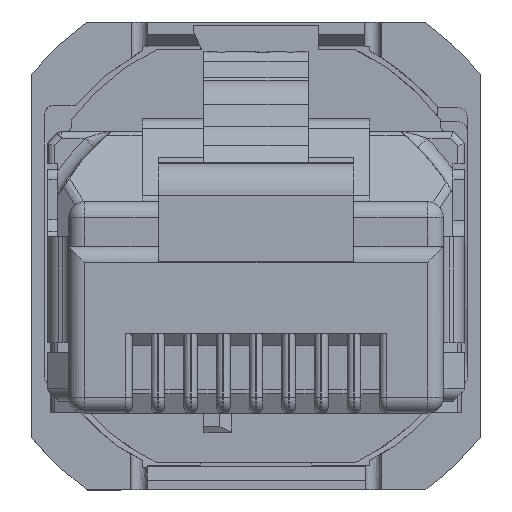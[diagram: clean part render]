
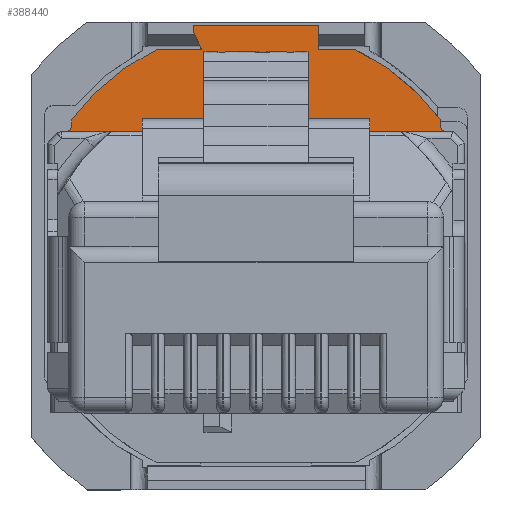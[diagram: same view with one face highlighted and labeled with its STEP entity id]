
A CAD part, front view. The second image highlights one B-rep face of the part: STEP entity #388440.
In plain terms, the highlighted face is planar.
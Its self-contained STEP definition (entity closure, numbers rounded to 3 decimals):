
#172030=CARTESIAN_POINT('',(16.,8.15,1.95));
#172040=VERTEX_POINT('',#172030);
#172070=CARTESIAN_POINT('',(16.,1.7,1.95));
#172080=DIRECTION('',(0.,-1.,0.));
#172090=VECTOR('',#172080,1.);
#172100=LINE('',#172070,#172090);
#172110=CARTESIAN_POINT('',(16.,8.9,1.95));
#172120=VERTEX_POINT('',#172110);
#172130=EDGE_CURVE('',#172120,#172040,#172100,.T.);
#172860=CARTESIAN_POINT('',(16.,8.9,-1.95));
#172870=VERTEX_POINT('',#172860);
#172920=CARTESIAN_POINT('',(16.,8.9,0.));
#172930=DIRECTION('',(0.,0.,1.));
#172940=VECTOR('',#172930,1.);
#172950=LINE('',#172920,#172940);
#172960=EDGE_CURVE('',#172870,#172120,#172950,.T.);
#387070=CARTESIAN_POINT('',(16.,5.775,5.75))
;
#387080=VERTEX_POINT('',#387070);
#387110=CARTESIAN_POINT('',(16.,2.199,
5.75));
#387120=DIRECTION('',(0.,1.,0.));
#387130=VECTOR('',#387120,1.);
#387140=LINE('',#387110,#387130);
#387150=CARTESIAN_POINT('',(16.,5.95,
5.75));
#387160=VERTEX_POINT('',#387150);
#387170=EDGE_CURVE('',#387080,#387160,#387140,.T.);
#387400=CARTESIAN_POINT('',(16.,5.575,5.95))
;
#387410=VERTEX_POINT('',#387400);
#387440=CARTESIAN_POINT('',(16.,5.775,
5.95));
#387450=DIRECTION('',(1.,0.,0.));
#387460=DIRECTION('',(0.,-1.,0.));
#387470=AXIS2_PLACEMENT_3D('',#387440,#387450,#387460);
#387480=CIRCLE('',#387470,0.2);
#387490=EDGE_CURVE('',#387410,#387080,#387480,.T.);
#387620=CARTESIAN_POINT('',(16.,-3.175,-1.125));
#387630=DIRECTION('',(-1.,0.,0.));
#387640=DIRECTION('',(0.,0.,1.));
#387650=AXIS2_PLACEMENT_3D('',#387620,#387630,#387640);
#387660=PLANE('',#387650);
#387670=CARTESIAN_POINT('',(16.,8.15,0.));
#387680=DIRECTION('',(0.,0.,-1.));
#387690=VECTOR('',#387680,1.);
#387700=LINE('',#387670,#387690);
#387710=CARTESIAN_POINT('',(16.,8.15,3.085));
#387720=VERTEX_POINT('',#387710);
#387730=EDGE_CURVE('',#387720,#172040,#387700,.T.);
#387740=ORIENTED_EDGE('',*,*,#387730,.T.);
#387750=CARTESIAN_POINT('',(16.,1.7,0.));
#387760=DIRECTION('',(1.,0.,0.));
#387770=DIRECTION('',(0.,1.,0.));
#387780=AXIS2_PLACEMENT_3D('',#387750,#387760,#387770);
#387790=CIRCLE('',#387780,7.15);
#387800=EDGE_CURVE('',#387720,#387160,#387790,.T.);
#387810=ORIENTED_EDGE('',*,*,#387800,.F.);
#387820=ORIENTED_EDGE('',*,*,#387170,.T.);
#387830=ORIENTED_EDGE('',*,*,#387490,.T.);
#387840=CARTESIAN_POINT('',(16.,5.575,1.624));
#387850=DIRECTION('',(0.,0.,-1.));
#387860=VECTOR('',#387850,1.);
#387870=LINE('',#387840,#387860);
#387880=CARTESIAN_POINT('',(16.,5.575,-5.95));
#387890=VERTEX_POINT('',#387880);
#387900=EDGE_CURVE('',#387410,#387890,#387870,.T.);
#387910=ORIENTED_EDGE('',*,*,#387900,.F.);
#387920=CARTESIAN_POINT('',(16.,5.775,-5.95));
#387930=DIRECTION('',(-1.,0.,0.));
#387940=DIRECTION('',(0.,0.,1.));
#387950=AXIS2_PLACEMENT_3D('',#387920,#387930,#387940);
#387960=CIRCLE('',#387950,0.2);
#387970=CARTESIAN_POINT('',(16.,5.775,-5.75));
#387980=VERTEX_POINT('',#387970);
#387990=EDGE_CURVE('',#387890,#387980,#387960,.T.);
#388000=ORIENTED_EDGE('',*,*,#387990,.F.);
#388010=CARTESIAN_POINT('',(16.,2.199,-5.75));
#388020=DIRECTION('',(0.,-1.,0.));
#388030=VECTOR('',#388020,1.);
#388040=LINE('',#388010,#388030);
#388050=CARTESIAN_POINT('',(16.,5.95,-5.75));
#388060=VERTEX_POINT('',#388050);
#388070=EDGE_CURVE('',#388060,#387980,#388040,.T.);
#388080=ORIENTED_EDGE('',*,*,#388070,.T.);
#388090=CARTESIAN_POINT('',(16.,1.7,0.));
#388100=DIRECTION('',(1.,0.,0.));
#388110=DIRECTION('',(0.,1.,0.));
#388120=AXIS2_PLACEMENT_3D('',#388090,#388100,#388110);
#388130=CIRCLE('',#388120,7.15);
#388140=CARTESIAN_POINT('',(16.,8.15,-3.085));
#388150=VERTEX_POINT('',#388140);
#388160=EDGE_CURVE('',#388060,#388150,#388130,.T.);
#388170=ORIENTED_EDGE('',*,*,#388160,.F.);
#388180=CARTESIAN_POINT('',(16.,8.15,1.624));
#388190=DIRECTION('',(0.,0.,-1.));
#388200=VECTOR('',#388190,1.);
#388210=LINE('',#388180,#388200);
#388220=CARTESIAN_POINT('',(16.,8.15,-1.7));
#388230=VERTEX_POINT('',#388220);
#388240=EDGE_CURVE('',#388230,#388150,#388210,.T.);
#388250=ORIENTED_EDGE('',*,*,#388240,.T.);
#388260=CARTESIAN_POINT('',(16.,1.7,1.232));
#388270=DIRECTION('',(0.,-0.91,
0.414));
#388280=VECTOR('',#388270,1.);
#388290=LINE('',#388260,#388280);
#388300=CARTESIAN_POINT('',(16.,8.7,-1.95));
#388310=VERTEX_POINT('',#388300);
#388320=EDGE_CURVE('',#388310,#388230,#388290,.T.);
#388330=ORIENTED_EDGE('',*,*,#388320,.T.);
#388340=CARTESIAN_POINT('',(16.,1.7,-1.95));
#388350=DIRECTION('',(0.,-1.,0.));
#388360=VECTOR('',#388350,1.);
#388370=LINE('',#388340,#388360);
#388380=EDGE_CURVE('',#172870,#388310,#388370,.T.);
#388390=ORIENTED_EDGE('',*,*,#388380,.T.);
#388400=ORIENTED_EDGE('',*,*,#172960,.F.);
#388410=ORIENTED_EDGE('',*,*,#172130,.F.);
#388420=EDGE_LOOP('',(#388410,#388400,#388390,#388330,#388250,#388170,
#388080,#388000,#387910,#387830,#387820,#387810,#387740));
#388430=FACE_OUTER_BOUND('',#388420,.T.);
#388440=ADVANCED_FACE('',(#388430),#387660,.T.);
